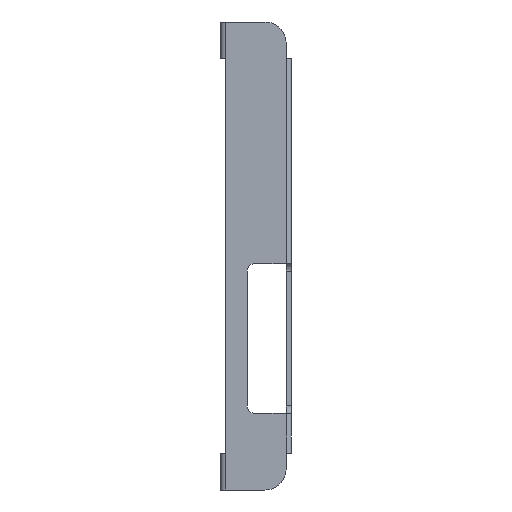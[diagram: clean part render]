
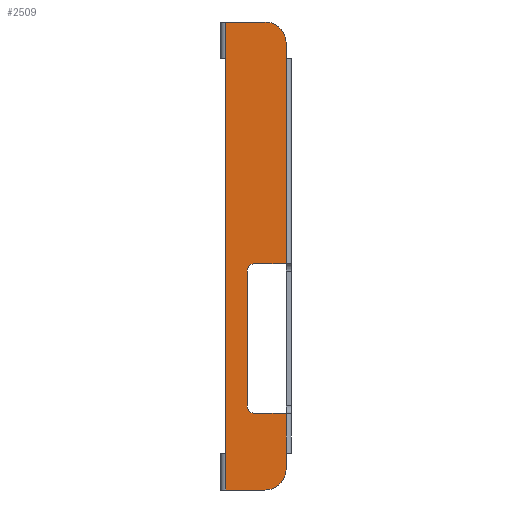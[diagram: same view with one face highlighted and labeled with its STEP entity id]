
A CAD part, left-side view. The second image highlights one B-rep face of the part: STEP entity #2509.
In plain terms, the highlighted planar face has unit normal (-1, 0, 0).
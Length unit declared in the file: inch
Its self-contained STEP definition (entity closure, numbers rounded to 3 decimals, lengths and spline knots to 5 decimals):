
#10=DIRECTION('',(0.,-1.,0.));
#11=VECTOR('',#10,0.462);
#12=CARTESIAN_POINT('',(-0.702,0.774,0.));
#13=LINE('',#12,#11);
#289=DIRECTION('',(0.,0.,1.));
#290=VECTOR('',#289,0.43);
#291=CARTESIAN_POINT('',(-0.702,0.774,5.07));
#292=LINE('',#291,#290);
#452=CARTESIAN_POINT('',(-0.702,0.312,5.25));
#453=DIRECTION('',(-1.,0.,0.));
#454=DIRECTION('',(0.,-1.,0.));
#455=AXIS2_PLACEMENT_3D('',#452,#453,#454);
#466=DIRECTION('',(0.,-1.,0.));
#467=VECTOR('',#466,0.462);
#468=CARTESIAN_POINT('',(-0.702,0.774,5.5));
#469=LINE('',#468,#467);
#470=DIRECTION('',(0.,0.,1.));
#471=VECTOR('',#470,0.18);
#472=CARTESIAN_POINT('',(-0.702,0.062,5.07));
#473=LINE('',#472,#471);
#474=DIRECTION('',(0.,1.,0.));
#475=VECTOR('',#474,0.37);
#476=CARTESIAN_POINT('',(-0.702,0.062,2.66));
#477=LINE('',#476,#475);
#478=CARTESIAN_POINT('',(-0.702,0.432,2.572));
#479=DIRECTION('',(-1.,0.,0.));
#480=DIRECTION('',(0.,0.,1.));
#481=AXIS2_PLACEMENT_3D('',#478,#479,#480);
#483=DIRECTION('',(0.,0.,-1.));
#484=VECTOR('',#483,1.584);
#485=CARTESIAN_POINT('',(-0.702,0.52,2.572));
#486=LINE('',#485,#484);
#487=CARTESIAN_POINT('',(-0.702,0.432,0.988));
#488=DIRECTION('',(-1.,0.,0.));
#489=DIRECTION('',(0.,1.,0.));
#490=AXIS2_PLACEMENT_3D('',#487,#488,#489);
#492=DIRECTION('',(0.,1.,0.));
#493=VECTOR('',#492,0.37);
#494=CARTESIAN_POINT('',(-0.702,0.062,0.9));
#495=LINE('',#494,#493);
#496=DIRECTION('',(0.,0.,-1.));
#497=VECTOR('',#496,0.18);
#498=CARTESIAN_POINT('',(-0.702,0.062,0.43));
#499=LINE('',#498,#497);
#500=DIRECTION('',(0.,0.,1.));
#501=VECTOR('',#500,4.64);
#502=CARTESIAN_POINT('',(-0.702,0.772,0.43));
#503=LINE('',#502,#501);
#504=DIRECTION('',(0.,1.,0.));
#505=VECTOR('',#504,0.002);
#506=CARTESIAN_POINT('',(-0.702,0.772,5.07));
#507=LINE('',#506,#505);
#508=DIRECTION('',(0.,0.,-1.));
#509=VECTOR('',#508,2.41);
#510=CARTESIAN_POINT('',(-0.702,0.062,5.07));
#511=LINE('',#510,#509);
#520=DIRECTION('',(0.,0.,-1.));
#521=VECTOR('',#520,0.47);
#522=CARTESIAN_POINT('',(-0.702,0.062,0.9));
#523=LINE('',#522,#521);
#986=DIRECTION('',(0.,1.,0.));
#987=VECTOR('',#986,0.002);
#988=CARTESIAN_POINT('',(-0.702,0.772,0.43));
#989=LINE('',#988,#987);
#999=DIRECTION('',(0.,0.,1.));
#1000=VECTOR('',#999,0.43);
#1001=CARTESIAN_POINT('',(-0.702,0.774,0.));
#1002=LINE('',#1001,#1000);
#1057=CARTESIAN_POINT('',(-0.702,0.312,0.25));
#1058=DIRECTION('',(-1.,0.,0.));
#1059=DIRECTION('',(0.,0.,-1.));
#1060=AXIS2_PLACEMENT_3D('',#1057,#1058,#1059);
#1445=CARTESIAN_POINT('',(-0.702,0.772,5.07));
#1447=VERTEX_POINT('',#1445);
#1450=CARTESIAN_POINT('',(-0.702,0.772,0.43));
#1451=VERTEX_POINT('',#1450);
#1596=CARTESIAN_POINT('',(-0.702,0.062,0.9));
#1597=CARTESIAN_POINT('',(-0.702,0.432,0.9));
#1598=VERTEX_POINT('',#1596);
#1599=VERTEX_POINT('',#1597);
#1612=CARTESIAN_POINT('',(-0.702,0.062,2.66));
#1613=VERTEX_POINT('',#1612);
#1624=CARTESIAN_POINT('',(-0.702,0.062,0.43));
#1625=VERTEX_POINT('',#1624);
#1636=CARTESIAN_POINT('',(-0.702,0.062,5.07));
#1637=VERTEX_POINT('',#1636);
#1652=CARTESIAN_POINT('',(-0.702,0.774,5.5));
#1653=VERTEX_POINT('',#1652);
#1654=CARTESIAN_POINT('',(-0.702,0.774,5.07));
#1655=VERTEX_POINT('',#1654);
#1668=CARTESIAN_POINT('',(-0.702,0.774,0.43));
#1669=VERTEX_POINT('',#1668);
#1670=CARTESIAN_POINT('',(-0.702,0.774,0.));
#1671=VERTEX_POINT('',#1670);
#1672=CARTESIAN_POINT('',(-0.702,0.062,5.25));
#1674=VERTEX_POINT('',#1672);
#1676=CARTESIAN_POINT('',(-0.702,0.312,5.5));
#1677=VERTEX_POINT('',#1676);
#1697=CARTESIAN_POINT('',(-0.702,0.062,0.25));
#1699=VERTEX_POINT('',#1697);
#1702=CARTESIAN_POINT('',(-0.702,0.312,0.));
#1703=VERTEX_POINT('',#1702);
#1802=CARTESIAN_POINT('',(-0.702,0.432,2.66));
#1803=VERTEX_POINT('',#1802);
#1804=CARTESIAN_POINT('',(-0.702,0.52,2.572));
#1805=VERTEX_POINT('',#1804);
#1806=CARTESIAN_POINT('',(-0.702,0.52,0.988));
#1807=VERTEX_POINT('',#1806);
#2472=CARTESIAN_POINT('',(-0.702,0.772,0.));
#2473=DIRECTION('',(-1.,0.,0.));
#2474=DIRECTION('',(0.,-1.,0.));
#2475=AXIS2_PLACEMENT_3D('',#2472,#2473,#2474);
#2476=PLANE('',#2475);
#2477=ORIENTED_EDGE('',*,*,#2239,.T.);
#2478=ORIENTED_EDGE('',*,*,#2278,.T.);
#2479=ORIENTED_EDGE('',*,*,#2464,.F.);
#2480=ORIENTED_EDGE('',*,*,#2439,.F.);
#2482=ORIENTED_EDGE('',*,*,#2481,.T.);
#2484=ORIENTED_EDGE('',*,*,#2483,.T.);
#2486=ORIENTED_EDGE('',*,*,#2485,.T.);
#2488=ORIENTED_EDGE('',*,*,#2487,.T.);
#2490=ORIENTED_EDGE('',*,*,#2489,.T.);
#2492=ORIENTED_EDGE('',*,*,#2491,.F.);
#2494=ORIENTED_EDGE('',*,*,#2493,.T.);
#2496=ORIENTED_EDGE('',*,*,#2495,.T.);
#2498=ORIENTED_EDGE('',*,*,#2497,.F.);
#2499=ORIENTED_EDGE('',*,*,#1837,.F.);
#2501=ORIENTED_EDGE('',*,*,#2500,.T.);
#2503=ORIENTED_EDGE('',*,*,#2502,.F.);
#2505=ORIENTED_EDGE('',*,*,#2504,.T.);
#2506=ORIENTED_EDGE('',*,*,#2221,.T.);
#2507=EDGE_LOOP('',(#2477,#2478,#2479,#2480,#2482,#2484,#2486,#2488,#2490,#2492,
#2494,#2496,#2498,#2499,#2501,#2503,#2505,#2506));
#2508=FACE_OUTER_BOUND('',#2507,.F.);
#2509=ADVANCED_FACE('',(#2508),#2476,.T.);
#456=CIRCLE('',#455,0.25);
#482=CIRCLE('',#481,0.088);
#491=CIRCLE('',#490,0.088);
#1061=CIRCLE('',#1060,0.25);
#1837=EDGE_CURVE('',#1671,#1703,#13,.T.);
#2221=EDGE_CURVE('',#1447,#1655,#507,.T.);
#2239=EDGE_CURVE('',#1655,#1653,#292,.T.);
#2278=EDGE_CURVE('',#1653,#1677,#469,.T.);
#2439=EDGE_CURVE('',#1637,#1674,#473,.T.);
#2464=EDGE_CURVE('',#1674,#1677,#456,.T.);
#2481=EDGE_CURVE('',#1637,#1613,#511,.T.);
#2483=EDGE_CURVE('',#1613,#1803,#477,.T.);
#2485=EDGE_CURVE('',#1803,#1805,#482,.T.);
#2487=EDGE_CURVE('',#1805,#1807,#486,.T.);
#2489=EDGE_CURVE('',#1807,#1599,#491,.T.);
#2491=EDGE_CURVE('',#1598,#1599,#495,.T.);
#2493=EDGE_CURVE('',#1598,#1625,#523,.T.);
#2495=EDGE_CURVE('',#1625,#1699,#499,.T.);
#2497=EDGE_CURVE('',#1703,#1699,#1061,.T.);
#2500=EDGE_CURVE('',#1671,#1669,#1002,.T.);
#2502=EDGE_CURVE('',#1451,#1669,#989,.T.);
#2504=EDGE_CURVE('',#1451,#1447,#503,.T.);
